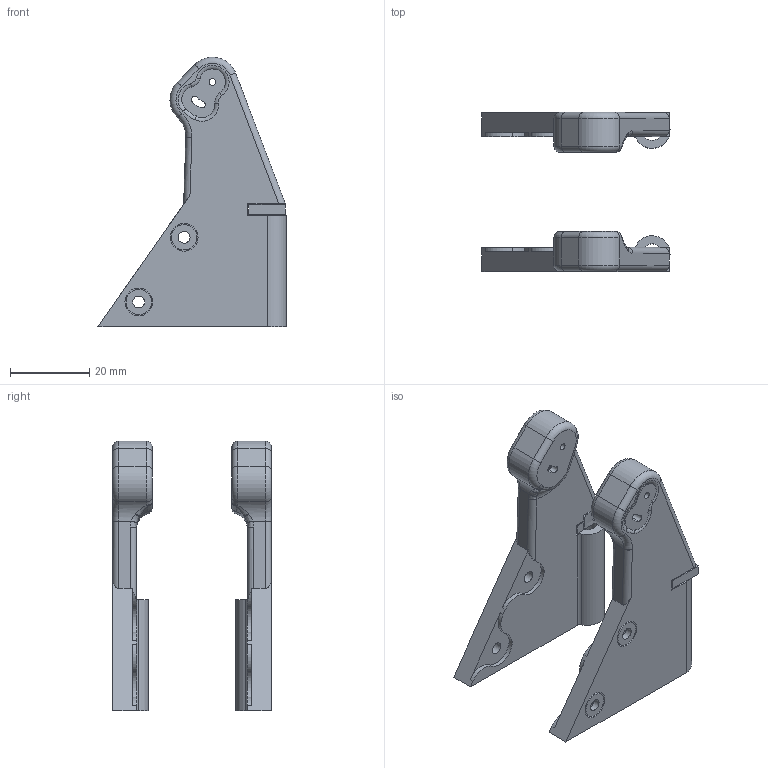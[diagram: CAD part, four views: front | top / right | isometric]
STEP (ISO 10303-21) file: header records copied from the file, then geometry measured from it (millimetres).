
FILE_DESCRIPTION(/* description */ (''),/* implementation_level */ '2;1');
FILE_NAME(/* name */ 'FR7_-_DJI_Session5_FlatUpright_DoubleScrew_r2.step',/* time_stamp */ '2020-04-27T13:46:49-07:00',/* author */ (''),/* organization */ (''),/* preprocessor_version */ 'ST-DEVELOPER v18.1',/* originating_system */ 'Autodesk Translation Framework v9.2.0.1227',/* authorisation */ '');
FILE_SCHEMA (('AUTOMOTIVE_DESIGN { 1 0 10303 214 3 1 1 }'));
Length unit declared in the file: inch
Products named in the file (1): FR7_-_DJI_Session5_FlatUpright_DoubleScrew_Left_r1
Bounding box: 47.37 x 40 x 67.89 mm (x, y, z)
Volume: 22374.7 mm3; surface area: 13510.3 mm2
Topology: 10 solids, 10 shells, 256 faces, 636 edges, 404 vertices
Faces by surface type: cylinder 114, plane 66, torus 44, bspline 28, sphere 4
Full cylindrical faces by diameter (mm): 1.672 x4, 2.997 x8, 4.978 x2, 6.386 x4, 6.985 x4
Entity records: 8629 total; most frequent: CARTESIAN_POINT 2321, DIRECTION 1374, ORIENTED_EDGE 1268, EDGE_CURVE 634, AXIS2_PLACEMENT_3D 573, VERTEX_POINT 404, CIRCLE 326, EDGE_LOOP 298
